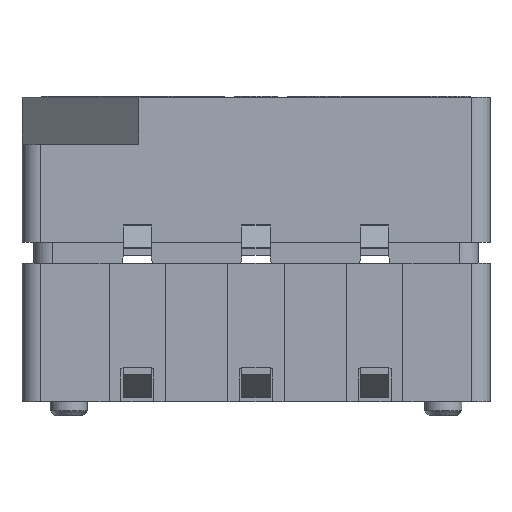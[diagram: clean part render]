
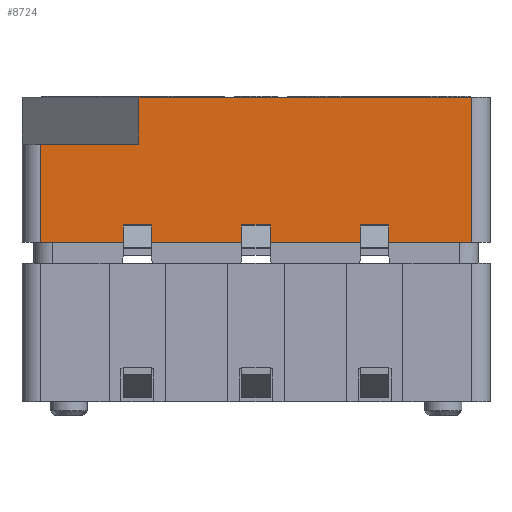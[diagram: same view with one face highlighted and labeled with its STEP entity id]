
A CAD part, front view. The second image highlights one B-rep face of the part: STEP entity #8724.
In plain terms, the highlighted planar face has unit normal (0, -1, 0).
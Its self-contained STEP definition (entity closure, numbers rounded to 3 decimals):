
#448=LINE('',#16341,#1482);
#518=LINE('',#16556,#1552);
#527=LINE('',#16589,#1561);
#567=LINE('',#16660,#1601);
#568=LINE('',#16662,#1602);
#569=LINE('',#16664,#1603);
#1482=VECTOR('',#13670,1000.);
#1552=VECTOR('',#13848,1000.);
#1561=VECTOR('',#13885,1000.);
#1601=VECTOR('',#13959,1000.);
#1602=VECTOR('',#13962,1000.);
#1603=VECTOR('',#13963,1000.);
#2929=ORIENTED_EDGE('',*,*,#5151,.F.);
#2930=ORIENTED_EDGE('',*,*,#5335,.F.);
#2931=ORIENTED_EDGE('',*,*,#5336,.F.);
#2932=ORIENTED_EDGE('',*,*,#5274,.T.);
#2933=ORIENTED_EDGE('',*,*,#5290,.T.);
#2934=ORIENTED_EDGE('',*,*,#5334,.F.);
#5151=EDGE_CURVE('',#6389,#6391,#448,.T.);
#5274=EDGE_CURVE('',#6479,#6481,#518,.T.);
#5290=EDGE_CURVE('',#6481,#6491,#527,.T.);
#5334=EDGE_CURVE('',#6391,#6491,#567,.T.);
#5335=EDGE_CURVE('',#6506,#6389,#568,.T.);
#5336=EDGE_CURVE('',#6479,#6506,#569,.T.);
#6389=VERTEX_POINT('',#16339);
#6391=VERTEX_POINT('',#16342);
#6479=VERTEX_POINT('',#16551);
#6481=VERTEX_POINT('',#16555);
#6491=VERTEX_POINT('',#16588);
#6506=VERTEX_POINT('',#16663);
#7333=EDGE_LOOP('',(#2929,#2930,#2931,#2932,#2933,#2934));
#7861=FACE_BOUND('',#7333,.T.);
#8350=PLANE('',#12581);
#8724=ADVANCED_FACE('',(#7861),#8350,.F.);
#12581=AXIS2_PLACEMENT_3D('',#16661,#13960,#13961);
#13670=DIRECTION('',(1.,0.,0.));
#13848=DIRECTION('',(0.,0.,-1.));
#13885=DIRECTION('',(1.,0.,0.));
#13959=DIRECTION('',(0.,0.,-1.));
#13960=DIRECTION('',(0.,1.,0.));
#13961=DIRECTION('',(0.,0.,1.));
#13962=DIRECTION('',(0.,0.,1.));
#13963=DIRECTION('',(1.,0.,0.));
#16339=CARTESIAN_POINT('',(-2.5,-5.,6.8));
#16341=CARTESIAN_POINT('',(-4.6,-5.,6.8));
#16342=CARTESIAN_POINT('',(4.6,-5.,6.8));
#16551=CARTESIAN_POINT('',(-4.6,-5.,5.8));
#16555=CARTESIAN_POINT('',(-4.6,-5.,3.7));
#16556=CARTESIAN_POINT('',(-4.6,-5.,6.8));
#16588=CARTESIAN_POINT('',(4.6,-5.,3.7));
#16589=CARTESIAN_POINT('',(-4.6,-5.,3.7));
#16660=CARTESIAN_POINT('',(4.6,-5.,6.8));
#16661=CARTESIAN_POINT('',(-4.6,-5.,6.8));
#16662=CARTESIAN_POINT('',(-2.5,-5.,5.8));
#16663=CARTESIAN_POINT('',(-2.5,-5.,5.8));
#16664=CARTESIAN_POINT('',(-5.,-5.,5.8));
